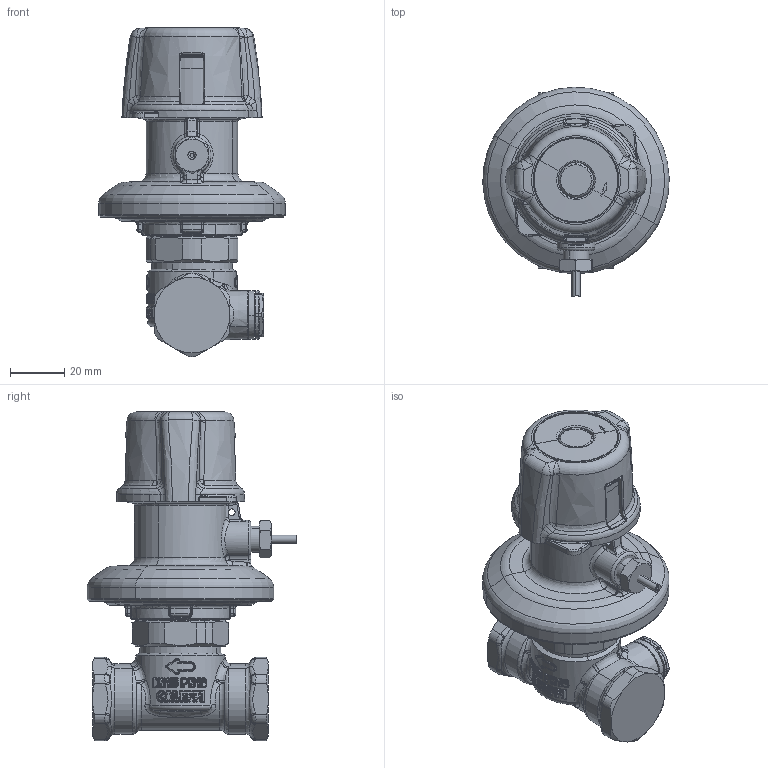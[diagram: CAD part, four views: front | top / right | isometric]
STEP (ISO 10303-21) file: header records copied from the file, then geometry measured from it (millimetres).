
FILE_DESCRIPTION(('CATIA V5 STEP Exchange'),'2;1');
FILE_NAME('STEP_140440_-_TST.stp','2017-09-14T06:10:06+00:00',('none'),('none'),'CATIA Version 5-6 Release 2014 SP5','CATIA V5 STEP AP203','none');
FILE_SCHEMA(('CONFIG_CONTROL_DESIGN'));
Length unit declared in the file: millimetre
Products named in the file (1): 140440 - TST
Bounding box: 68.98 x 77.54 x 121.87 mm (x, y, z)
Surface area: 56572.9 mm2 (no closed solid volume)
Topology: 0 solids, 31 shells, 1819 faces, 4833 edges, 2825 vertices
Faces by surface type: bspline 891, cylinder 298, plane 267, torus 140, sphere 112, cone 111
Entity records: 86382 total; most frequent: CARTESIAN_POINT 54498, ORIENTED_EDGE 8348, EDGE_CURVE 4683, DIRECTION 3579, VERTEX_POINT 2825, ADVANCED_FACE 1819, EDGE_LOOP 1819, FACE_OUTER_BOUND 1819
